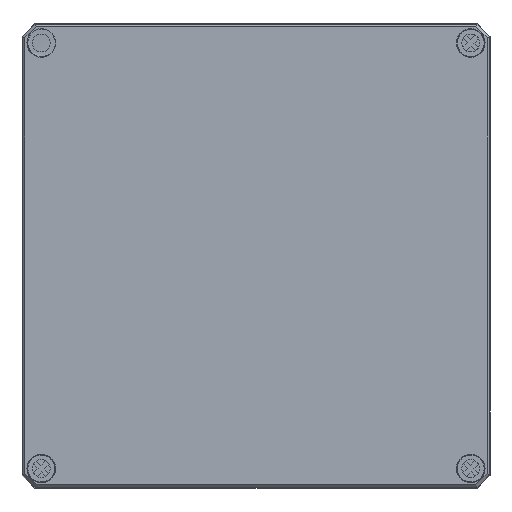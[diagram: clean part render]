
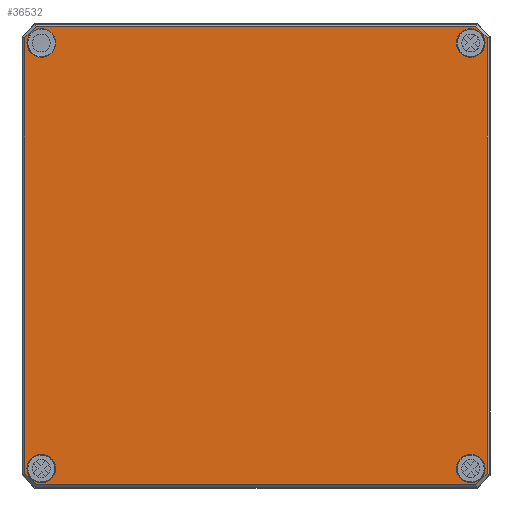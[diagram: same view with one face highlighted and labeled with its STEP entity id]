
A CAD part, top view. The second image highlights one B-rep face of the part: STEP entity #36532.
In plain terms, the highlighted planar face has unit normal (0, 0, 1).
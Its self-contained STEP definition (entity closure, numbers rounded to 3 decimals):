
#307=FACE_BOUND('',#11730,.T.);
#308=FACE_BOUND('',#11731,.T.);
#309=FACE_BOUND('',#11732,.T.);
#310=FACE_BOUND('',#11733,.T.);
#1031=PLANE('',#39288);
#3658=LINE('',#65833,#6523);
#3659=LINE('',#65835,#6524);
#3660=LINE('',#65837,#6525);
#3661=LINE('',#65839,#6526);
#3662=LINE('',#65841,#6527);
#3663=LINE('',#65843,#6528);
#3664=LINE('',#65845,#6529);
#3665=LINE('',#65846,#6530);
#6523=VECTOR('',#46863,10.);
#6524=VECTOR('',#46864,10.);
#6525=VECTOR('',#46865,10.);
#6526=VECTOR('',#46866,10.);
#6527=VECTOR('',#46867,10.);
#6528=VECTOR('',#46868,10.);
#6529=VECTOR('',#46869,10.);
#6530=VECTOR('',#46870,10.);
#9345=FACE_OUTER_BOUND('',#11729,.T.);
#11729=EDGE_LOOP('',(#31582,#31583,#31584,#31585,#31586,#31587,#31588,#31589));
#11730=EDGE_LOOP('',(#31590,#31591));
#11731=EDGE_LOOP('',(#31592,#31593));
#11732=EDGE_LOOP('',(#31594));
#11733=EDGE_LOOP('',(#31595));
#14191=CIRCLE('',#39286,5.556);
#14193=CIRCLE('',#39289,5.556);
#14194=CIRCLE('',#39290,5.556);
#14195=CIRCLE('',#39291,5.556);
#14196=CIRCLE('',#39292,5.556);
#14197=CIRCLE('',#39293,5.556);
#17448=VERTEX_POINT('',#65827);
#17449=VERTEX_POINT('',#65831);
#17450=VERTEX_POINT('',#65832);
#17451=VERTEX_POINT('',#65834);
#17452=VERTEX_POINT('',#65836);
#17453=VERTEX_POINT('',#65838);
#17454=VERTEX_POINT('',#65840);
#17455=VERTEX_POINT('',#65842);
#17456=VERTEX_POINT('',#65844);
#17457=VERTEX_POINT('',#65847);
#17458=VERTEX_POINT('',#65848);
#17459=VERTEX_POINT('',#65851);
#17460=VERTEX_POINT('',#65852);
#17461=VERTEX_POINT('',#65855);
#22239=EDGE_CURVE('',#17448,#17448,#14191,.T.);
#22241=EDGE_CURVE('',#17449,#17450,#3658,.T.);
#22242=EDGE_CURVE('',#17451,#17449,#3659,.T.);
#22243=EDGE_CURVE('',#17452,#17451,#3660,.T.);
#22244=EDGE_CURVE('',#17453,#17452,#3661,.T.);
#22245=EDGE_CURVE('',#17454,#17453,#3662,.T.);
#22246=EDGE_CURVE('',#17455,#17454,#3663,.T.);
#22247=EDGE_CURVE('',#17456,#17455,#3664,.T.);
#22248=EDGE_CURVE('',#17450,#17456,#3665,.T.);
#22249=EDGE_CURVE('',#17457,#17458,#14193,.T.);
#22250=EDGE_CURVE('',#17458,#17457,#14194,.T.);
#22251=EDGE_CURVE('',#17459,#17460,#14195,.T.);
#22252=EDGE_CURVE('',#17460,#17459,#14196,.T.);
#22253=EDGE_CURVE('',#17461,#17461,#14197,.T.);
#31582=ORIENTED_EDGE('',*,*,#22241,.F.);
#31583=ORIENTED_EDGE('',*,*,#22242,.F.);
#31584=ORIENTED_EDGE('',*,*,#22243,.F.);
#31585=ORIENTED_EDGE('',*,*,#22244,.F.);
#31586=ORIENTED_EDGE('',*,*,#22245,.F.);
#31587=ORIENTED_EDGE('',*,*,#22246,.F.);
#31588=ORIENTED_EDGE('',*,*,#22247,.F.);
#31589=ORIENTED_EDGE('',*,*,#22248,.F.);
#31590=ORIENTED_EDGE('',*,*,#22249,.F.);
#31591=ORIENTED_EDGE('',*,*,#22250,.F.);
#31592=ORIENTED_EDGE('',*,*,#22251,.F.);
#31593=ORIENTED_EDGE('',*,*,#22252,.F.);
#31594=ORIENTED_EDGE('',*,*,#22253,.F.);
#31595=ORIENTED_EDGE('',*,*,#22239,.F.);
#36532=ADVANCED_FACE('',(#9345,#307,#308,#309,#310),#1031,.T.);
#39286=AXIS2_PLACEMENT_3D('',#65828,#46857,#46858);
#39288=AXIS2_PLACEMENT_3D('',#65830,#46861,#46862);
#39289=AXIS2_PLACEMENT_3D('',#65849,#46871,#46872);
#39290=AXIS2_PLACEMENT_3D('',#65850,#46873,#46874);
#39291=AXIS2_PLACEMENT_3D('',#65853,#46875,#46876);
#39292=AXIS2_PLACEMENT_3D('',#65854,#46877,#46878);
#39293=AXIS2_PLACEMENT_3D('',#65856,#46879,#46880);
#46857=DIRECTION('center_axis',(0.,0.,1.));
#46858=DIRECTION('ref_axis',(-1.,0.,0.));
#46861=DIRECTION('center_axis',(0.,0.,1.));
#46862=DIRECTION('ref_axis',(1.,0.,0.));
#46863=DIRECTION('',(0.707,-0.707,0.));
#46864=DIRECTION('',(1.,0.,0.));
#46865=DIRECTION('',(0.707,0.707,0.));
#46866=DIRECTION('',(0.,1.,0.));
#46867=DIRECTION('',(-0.707,0.707,0.));
#46868=DIRECTION('',(-1.,0.,0.));
#46869=DIRECTION('',(-0.707,-0.707,0.));
#46870=DIRECTION('',(0.,-1.,0.));
#46871=DIRECTION('center_axis',(0.,0.,1.));
#46872=DIRECTION('ref_axis',(1.,0.,0.));
#46873=DIRECTION('center_axis',(0.,0.,1.));
#46874=DIRECTION('ref_axis',(1.,0.,0.));
#46875=DIRECTION('center_axis',(0.,0.,1.));
#46876=DIRECTION('ref_axis',(1.,0.,0.));
#46877=DIRECTION('center_axis',(0.,0.,1.));
#46878=DIRECTION('ref_axis',(1.,0.,0.));
#46879=DIRECTION('center_axis',(0.,0.,1.));
#46880=DIRECTION('ref_axis',(-1.,0.,0.));
#65827=CARTESIAN_POINT('',(-77.944,82.75,18.));
#65828=CARTESIAN_POINT('Origin',(-83.5,82.75,18.));
#65830=CARTESIAN_POINT('Origin',(0.,0.,
18.));
#65831=CARTESIAN_POINT('',(85.521,89.093,18.));
#65832=CARTESIAN_POINT('',(89.843,84.771,18.));
#65833=CARTESIAN_POINT('',(86.244,88.369,18.));
#65834=CARTESIAN_POINT('',(-85.521,89.093,18.));
#65835=CARTESIAN_POINT('',(-43.,89.093,18.));
#65836=CARTESIAN_POINT('',(-89.843,84.771,18.));
#65837=CARTESIAN_POINT('',(-88.744,85.869,18.));
#65838=CARTESIAN_POINT('',(-89.843,-84.771,18.));
#65839=CARTESIAN_POINT('',(-89.843,-42.625,18.));
#65840=CARTESIAN_POINT('',(-85.521,-89.093,18.));
#65841=CARTESIAN_POINT('',(-86.244,-88.369,18.));
#65842=CARTESIAN_POINT('',(85.521,-89.093,18.));
#65843=CARTESIAN_POINT('',(43.,-89.093,18.));
#65844=CARTESIAN_POINT('',(89.843,-84.771,18.));
#65845=CARTESIAN_POINT('',(88.744,-85.869,18.));
#65846=CARTESIAN_POINT('',(89.843,42.625,18.));
#65847=CARTESIAN_POINT('',(77.944,82.75,18.));
#65848=CARTESIAN_POINT('',(89.056,82.75,18.));
#65849=CARTESIAN_POINT('Origin',(83.5,82.75,18.));
#65850=CARTESIAN_POINT('Origin',(83.5,82.75,18.));
#65851=CARTESIAN_POINT('',(77.944,-82.75,18.));
#65852=CARTESIAN_POINT('',(89.056,-82.75,18.));
#65853=CARTESIAN_POINT('Origin',(83.5,-82.75,18.));
#65854=CARTESIAN_POINT('Origin',(83.5,-82.75,18.));
#65855=CARTESIAN_POINT('',(-77.944,-82.75,18.));
#65856=CARTESIAN_POINT('Origin',(-83.5,-82.75,18.));
